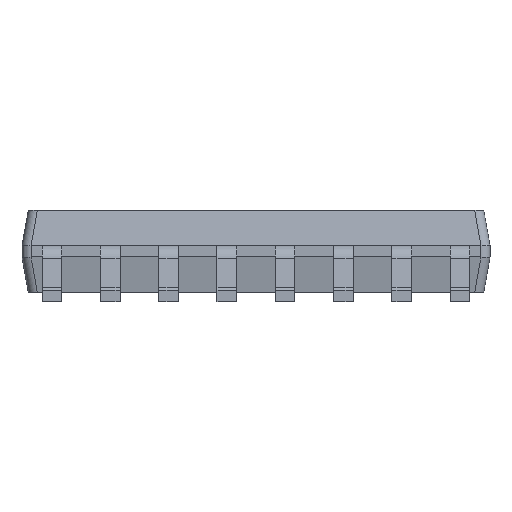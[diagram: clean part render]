
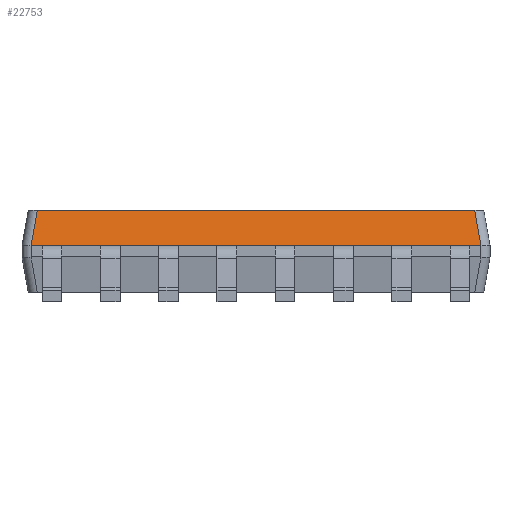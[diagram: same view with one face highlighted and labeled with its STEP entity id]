
A CAD part, front view. The second image highlights one B-rep face of the part: STEP entity #22753.
In plain terms, the highlighted planar face has unit normal (0, -0.985, 0.174).
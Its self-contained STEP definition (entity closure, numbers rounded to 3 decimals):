
#85 = EDGE_LOOP ( 'NONE', ( #18783, #8949, #5322, #1747, #19144, #1216 ) ) ;
#94 = LINE ( 'NONE', #8989, #22438 ) ;
#572 = DIRECTION ( 'NONE',  ( -1., 0., 0. ) ) ;
#810 = LINE ( 'NONE', #16852, #1544 ) ;
#1043 = DIRECTION ( 'NONE',  ( -0.171, -0.171, -0.97 ) ) ;
#1216 = ORIENTED_EDGE ( 'NONE', *, *, #19394, .T. ) ;
#1305 = EDGE_CURVE ( 'NONE', #20374, #9804, #94, .T. ) ;
#1368 = VERTEX_POINT ( 'NONE', #9438 ) ;
#1544 = VECTOR ( 'NONE', #1043, 1000. ) ;
#1677 = CARTESIAN_POINT ( 'NONE',  ( -4.903, -2.65, -0.78 ) ) ;
#1747 = ORIENTED_EDGE ( 'NONE', *, *, #1305, .F. ) ;
#2041 = CARTESIAN_POINT ( 'NONE',  ( 4.766, -2.512, 0. ) ) ;
#2120 = DIRECTION ( 'NONE',  ( -0.171, 0.171, 0.97 ) ) ;
#2539 =( BOUNDED_CURVE ( )  B_SPLINE_CURVE ( 3, ( #21459, #16122, #7333, #3898 ),
 .UNSPECIFIED., .F., .F. ) 
 B_SPLINE_CURVE_WITH_KNOTS ( ( 4, 4 ),
 ( 3.142, 3.157 ),
 .UNSPECIFIED. ) 
 CURVE ( )  GEOMETRIC_REPRESENTATION_ITEM ( )  RATIONAL_B_SPLINE_CURVE ( ( 1., 1., 1., 1. ) ) 
 REPRESENTATION_ITEM ( '' )  );
#3012 = VECTOR ( 'NONE', #572, 1000. ) ;
#3339 = EDGE_CURVE ( 'NONE', #20169, #9804, #21651, .T. ) ;
#3898 = CARTESIAN_POINT ( 'NONE',  ( 4.903, -2.65, -0.78 ) ) ;
#4070 = EDGE_CURVE ( 'NONE', #20374, #1368, #810, .T. ) ;
#4192 = CARTESIAN_POINT ( 'NONE',  ( 4.9, -2.65, -0.78 ) ) ;
#4470 = DIRECTION ( 'NONE',  ( 0., -0.985, 0.174 ) ) ;
#5322 = ORIENTED_EDGE ( 'NONE', *, *, #3339, .T. ) ;
#5789 = CARTESIAN_POINT ( 'NONE',  ( 4.626, -2.373, 0.791 ) ) ;
#5844 = LINE ( 'NONE', #18468, #3012 ) ;
#7333 = CARTESIAN_POINT ( 'NONE',  ( 4.902, -2.65, -0.78 ) ) ;
#8699 = EDGE_CURVE ( 'NONE', #12968, #22089, #5844, .T. ) ;
#8949 = ORIENTED_EDGE ( 'NONE', *, *, #14456, .T. ) ;
#8989 = CARTESIAN_POINT ( 'NONE',  ( 4.962, -2.512, 0. ) ) ;
#9438 = CARTESIAN_POINT ( 'NONE',  ( -4.903, -2.65, -0.78 ) ) ;
#9804 = VERTEX_POINT ( 'NONE', #2041 ) ;
#10030 = CARTESIAN_POINT ( 'NONE',  ( 0., -2.512, 0. ) ) ;
#10122 = CARTESIAN_POINT ( 'NONE',  ( -4.902, -2.65, -0.78 ) ) ;
#11989 =( BOUNDED_CURVE ( )  B_SPLINE_CURVE ( 3, ( #1677, #10122, #15206, #12164 ),
 .UNSPECIFIED., .F., .F. ) 
 B_SPLINE_CURVE_WITH_KNOTS ( ( 4, 4 ),
 ( 3.127, 3.142 ),
 .UNSPECIFIED. ) 
 CURVE ( )  GEOMETRIC_REPRESENTATION_ITEM ( )  RATIONAL_B_SPLINE_CURVE ( ( 1., 1., 1., 1. ) ) 
 REPRESENTATION_ITEM ( '' )  );
#12164 = CARTESIAN_POINT ( 'NONE',  ( -4.9, -2.65, -0.78 ) ) ;
#12968 = VERTEX_POINT ( 'NONE', #4192 ) ;
#13385 = FACE_OUTER_BOUND ( 'NONE', #85, .T. ) ;
#14456 = EDGE_CURVE ( 'NONE', #12968, #20169, #2539, .T. ) ;
#15206 = CARTESIAN_POINT ( 'NONE',  ( -4.901, -2.65, -0.78 ) ) ;
#15460 = DIRECTION ( 'NONE',  ( -1., 0., 0. ) ) ;
#15771 = AXIS2_PLACEMENT_3D ( 'NONE', #10030, #4470, #15460 ) ;
#16122 = CARTESIAN_POINT ( 'NONE',  ( 4.901, -2.65, -0.78 ) ) ;
#16845 = PLANE ( 'NONE',  #15771 ) ;
#16852 = CARTESIAN_POINT ( 'NONE',  ( -4.626, -2.373, 0.791 ) ) ;
#17979 = CARTESIAN_POINT ( 'NONE',  ( 4.903, -2.65, -0.78 ) ) ;
#18468 = CARTESIAN_POINT ( 'NONE',  ( -4.962, -2.65, -0.78 ) ) ;
#18783 = ORIENTED_EDGE ( 'NONE', *, *, #8699, .F. ) ;
#19144 = ORIENTED_EDGE ( 'NONE', *, *, #4070, .T. ) ;
#19394 = EDGE_CURVE ( 'NONE', #1368, #22089, #11989, .T. ) ;
#19522 = CARTESIAN_POINT ( 'NONE',  ( -4.9, -2.65, -0.78 ) ) ;
#19592 = DIRECTION ( 'NONE',  ( 1., 0., 0. ) ) ;
#20169 = VERTEX_POINT ( 'NONE', #17979 ) ;
#20374 = VERTEX_POINT ( 'NONE', #21998 ) ;
#21459 = CARTESIAN_POINT ( 'NONE',  ( 4.9, -2.65, -0.78 ) ) ;
#21651 = LINE ( 'NONE', #5789, #22076 ) ;
#21998 = CARTESIAN_POINT ( 'NONE',  ( -4.766, -2.512, 0. ) ) ;
#22076 = VECTOR ( 'NONE', #2120, 1000. ) ;
#22089 = VERTEX_POINT ( 'NONE', #19522 ) ;
#22438 = VECTOR ( 'NONE', #19592, 1000. ) ;
#22753 = ADVANCED_FACE ( 'NONE', ( #13385 ), #16845, .T. ) ;
